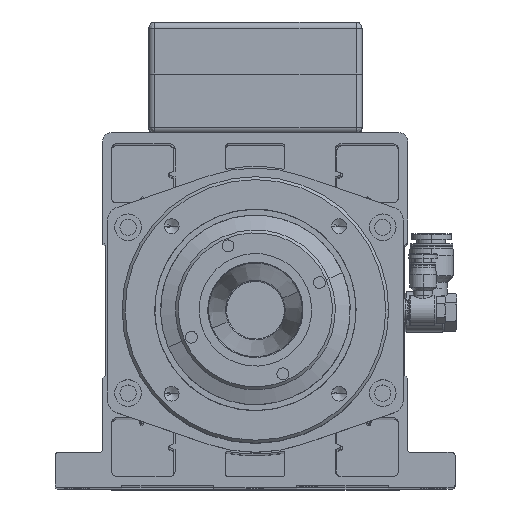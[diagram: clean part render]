
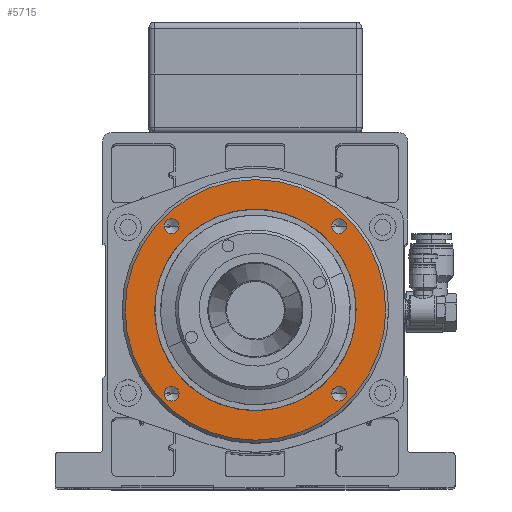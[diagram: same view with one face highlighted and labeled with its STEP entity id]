
A CAD part, top view. The second image highlights one B-rep face of the part: STEP entity #5715.
In plain terms, the highlighted face is planar.
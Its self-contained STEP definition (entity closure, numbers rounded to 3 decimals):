
#631 = VERTEX_POINT ( 'NONE', #29425 ) ;
#716 = CIRCLE ( 'NONE', #5905, 2.5 ) ;
#1684 = ORIENTED_EDGE ( 'NONE', *, *, #28727, .T. ) ;
#1909 = DIRECTION ( 'NONE',  ( 0., 0., 1. ) ) ;
#1920 = DIRECTION ( 'NONE',  ( -1., 0., 0. ) ) ;
#2236 = ORIENTED_EDGE ( 'NONE', *, *, #25020, .T. ) ;
#2448 = CARTESIAN_POINT ( 'NONE',  ( 0., 0., -48.5 ) ) ;
#2583 = CIRCLE ( 'NONE', #16569, 2.5 ) ;
#4143 = DIRECTION ( 'NONE',  ( -1., 0., 0. ) ) ;
#4358 = CARTESIAN_POINT ( 'NONE',  ( -28.284, -28.284, -48.5 ) ) ;
#4811 = AXIS2_PLACEMENT_3D ( 'NONE', #5959, #35228, #32512 ) ;
#4914 = VERTEX_POINT ( 'NONE', #17584 ) ;
#5715 = ADVANCED_FACE ( 'NONE', ( #16053, #29882, #26675, #23891, #21570, #18775 ), #34179, .T. ) ;
#5905 = AXIS2_PLACEMENT_3D ( 'NONE', #30960, #19162, #4143 ) ;
#5959 = CARTESIAN_POINT ( 'NONE',  ( 28.284, -28.284, -48.5 ) ) ;
#6344 = CIRCLE ( 'NONE', #23856, 2.5 ) ;
#6937 = DIRECTION ( 'NONE',  ( 0., 0., 1. ) ) ;
#6958 = CARTESIAN_POINT ( 'NONE',  ( -30.784, 28.284, -48.5 ) ) ;
#7197 = EDGE_CURVE ( 'NONE', #4914, #7843, #32397, .T. ) ;
#7498 = DIRECTION ( 'NONE',  ( -1., 0., 0. ) ) ;
#7581 = DIRECTION ( 'NONE',  ( 0., 0., 1. ) ) ;
#7843 = VERTEX_POINT ( 'NONE', #25440 ) ;
#8200 = DIRECTION ( 'NONE',  ( 0., 0., 1. ) ) ;
#8215 = DIRECTION ( 'NONE',  ( 0., 0., -1. ) ) ;
#8494 = VERTEX_POINT ( 'NONE', #32066 ) ;
#8738 = AXIS2_PLACEMENT_3D ( 'NONE', #37570, #34676, #37684 ) ;
#8760 = CARTESIAN_POINT ( 'NONE',  ( 30.784, 28.284, -48.5 ) ) ;
#8979 = DIRECTION ( 'NONE',  ( 0., 0., 1. ) ) ;
#9090 = ORIENTED_EDGE ( 'NONE', *, *, #23863, .T. ) ;
#9160 = AXIS2_PLACEMENT_3D ( 'NONE', #2448, #8215, #22515 ) ;
#9441 = AXIS2_PLACEMENT_3D ( 'NONE', #27924, #1909, #25213 ) ;
#9554 = VERTEX_POINT ( 'NONE', #19904 ) ;
#9815 = CIRCLE ( 'NONE', #9160, 44. ) ;
#10242 = ORIENTED_EDGE ( 'NONE', *, *, #28785, .T. ) ;
#10316 = VERTEX_POINT ( 'NONE', #32888 ) ;
#10436 = CARTESIAN_POINT ( 'NONE',  ( -25.784, -28.284, -48.5 ) ) ;
#11021 = ORIENTED_EDGE ( 'NONE', *, *, #32419, .T. ) ;
#11307 = CARTESIAN_POINT ( 'NONE',  ( 0., 0., -48.5 ) ) ;
#11725 = DIRECTION ( 'NONE',  ( 0., 0., 1. ) ) ;
#11870 = VERTEX_POINT ( 'NONE', #6958 ) ;
#12438 = EDGE_CURVE ( 'NONE', #13521, #10316, #2583, .T. ) ;
#12890 = VERTEX_POINT ( 'NONE', #21542 ) ;
#13242 = VERTEX_POINT ( 'NONE', #8760 ) ;
#13515 = DIRECTION ( 'NONE',  ( -1., 0., 0. ) ) ;
#13521 = VERTEX_POINT ( 'NONE', #10436 ) ;
#15200 = CARTESIAN_POINT ( 'NONE',  ( -28.284, -28.284, -48.5 ) ) ;
#15395 = EDGE_CURVE ( 'NONE', #30944, #11870, #35852, .T. ) ;
#15590 = DIRECTION ( 'NONE',  ( 0., 0., -1. ) ) ;
#16053 = FACE_OUTER_BOUND ( 'NONE', #17084, .T. ) ;
#16308 = ORIENTED_EDGE ( 'NONE', *, *, #12438, .T. ) ;
#16511 = AXIS2_PLACEMENT_3D ( 'NONE', #32969, #15590, #30145 ) ;
#16554 = CARTESIAN_POINT ( 'NONE',  ( -25.784, 28.284, -48.5 ) ) ;
#16569 = AXIS2_PLACEMENT_3D ( 'NONE', #4358, #7581, #13515 ) ;
#16782 = AXIS2_PLACEMENT_3D ( 'NONE', #31050, #6937, #24855 ) ;
#17084 = EDGE_LOOP ( 'NONE', ( #9090, #2236 ) ) ;
#17584 = CARTESIAN_POINT ( 'NONE',  ( -34., 0., -48.5 ) ) ;
#17868 = AXIS2_PLACEMENT_3D ( 'NONE', #35403, #8979, #23802 ) ;
#17999 = AXIS2_PLACEMENT_3D ( 'NONE', #37112, #22626, #1920 ) ;
#18775 = FACE_BOUND ( 'NONE', #20902, .T. ) ;
#18864 = CIRCLE ( 'NONE', #9441, 2.5 ) ;
#19162 = DIRECTION ( 'NONE',  ( 0., 0., 1. ) ) ;
#19605 = CARTESIAN_POINT ( 'NONE',  ( -44., 0., -48.5 ) ) ;
#19904 = CARTESIAN_POINT ( 'NONE',  ( 25.784, 28.284, -48.5 ) ) ;
#19961 = CIRCLE ( 'NONE', #17868, 2.5 ) ;
#20157 = EDGE_CURVE ( 'NONE', #7843, #4914, #37124, .T. ) ;
#20902 = EDGE_LOOP ( 'NONE', ( #1684, #11021 ) ) ;
#21540 = CIRCLE ( 'NONE', #16511, 44. ) ;
#21542 = CARTESIAN_POINT ( 'NONE',  ( 44., 0., -48.5 ) ) ;
#21570 = FACE_BOUND ( 'NONE', #36282, .T. ) ;
#21637 = ORIENTED_EDGE ( 'NONE', *, *, #30849, .T. ) ;
#22068 = EDGE_CURVE ( 'NONE', #10316, #13521, #6344, .T. ) ;
#22515 = DIRECTION ( 'NONE',  ( 1., 0., 0. ) ) ;
#22619 = EDGE_LOOP ( 'NONE', ( #10242, #34589 ) ) ;
#22626 = DIRECTION ( 'NONE',  ( 0., 0., 1. ) ) ;
#22850 = ORIENTED_EDGE ( 'NONE', *, *, #7197, .T. ) ;
#23767 = EDGE_LOOP ( 'NONE', ( #27139, #16308 ) ) ;
#23802 = DIRECTION ( 'NONE',  ( -1., 0., 0. ) ) ;
#23856 = AXIS2_PLACEMENT_3D ( 'NONE', #15200, #11725, #32703 ) ;
#23863 = EDGE_CURVE ( 'NONE', #12890, #25421, #21540, .T. ) ;
#23891 = FACE_BOUND ( 'NONE', #23767, .T. ) ;
#24855 = DIRECTION ( 'NONE',  ( -1., 0., 0. ) ) ;
#24971 = EDGE_LOOP ( 'NONE', ( #22850, #28233 ) ) ;
#25020 = EDGE_CURVE ( 'NONE', #25421, #12890, #9815, .T. ) ;
#25213 = DIRECTION ( 'NONE',  ( -1., 0., 0. ) ) ;
#25421 = VERTEX_POINT ( 'NONE', #19605 ) ;
#25440 = CARTESIAN_POINT ( 'NONE',  ( 34., 0., -48.5 ) ) ;
#25769 = EDGE_CURVE ( 'NONE', #8494, #631, #28678, .T. ) ;
#26675 = FACE_BOUND ( 'NONE', #22619, .T. ) ;
#27007 = CIRCLE ( 'NONE', #34807, 2.5 ) ;
#27139 = ORIENTED_EDGE ( 'NONE', *, *, #22068, .T. ) ;
#27727 = DIRECTION ( 'NONE',  ( 0., 0., 1. ) ) ;
#27924 = CARTESIAN_POINT ( 'NONE',  ( -28.284, 28.284, -48.5 ) ) ;
#28233 = ORIENTED_EDGE ( 'NONE', *, *, #20157, .T. ) ;
#28678 = CIRCLE ( 'NONE', #4811, 2.5 ) ;
#28727 = EDGE_CURVE ( 'NONE', #9554, #13242, #716, .T. ) ;
#28785 = EDGE_CURVE ( 'NONE', #631, #8494, #27007, .T. ) ;
#29425 = CARTESIAN_POINT ( 'NONE',  ( 25.784, -28.284, -48.5 ) ) ;
#29882 = FACE_BOUND ( 'NONE', #24971, .T. ) ;
#30145 = DIRECTION ( 'NONE',  ( 1., 0., 0. ) ) ;
#30697 = CARTESIAN_POINT ( 'NONE',  ( 28.284, -28.284, -48.5 ) ) ;
#30849 = EDGE_CURVE ( 'NONE', #11870, #30944, #18864, .T. ) ;
#30944 = VERTEX_POINT ( 'NONE', #16554 ) ;
#30960 = CARTESIAN_POINT ( 'NONE',  ( 28.284, 28.284, -48.5 ) ) ;
#31050 = CARTESIAN_POINT ( 'NONE',  ( -28.284, 28.284, -48.5 ) ) ;
#32066 = CARTESIAN_POINT ( 'NONE',  ( 30.784, -28.284, -48.5 ) ) ;
#32397 = CIRCLE ( 'NONE', #17999, 34. ) ;
#32419 = EDGE_CURVE ( 'NONE', #13242, #9554, #19961, .T. ) ;
#32512 = DIRECTION ( 'NONE',  ( -1., 0., 0. ) ) ;
#32703 = DIRECTION ( 'NONE',  ( -1., 0., 0. ) ) ;
#32888 = CARTESIAN_POINT ( 'NONE',  ( -30.784, -28.284, -48.5 ) ) ;
#32969 = CARTESIAN_POINT ( 'NONE',  ( 0., 0., -48.5 ) ) ;
#33947 = ORIENTED_EDGE ( 'NONE', *, *, #15395, .T. ) ;
#34179 = PLANE ( 'NONE',  #8738 ) ;
#34589 = ORIENTED_EDGE ( 'NONE', *, *, #25769, .T. ) ;
#34676 = DIRECTION ( 'NONE',  ( 0., 0., -1. ) ) ;
#34807 = AXIS2_PLACEMENT_3D ( 'NONE', #30697, #27727, #7498 ) ;
#34989 = DIRECTION ( 'NONE',  ( -1., 0., 0. ) ) ;
#35228 = DIRECTION ( 'NONE',  ( 0., 0., 1. ) ) ;
#35403 = CARTESIAN_POINT ( 'NONE',  ( 28.284, 28.284, -48.5 ) ) ;
#35852 = CIRCLE ( 'NONE', #16782, 2.5 ) ;
#36043 = AXIS2_PLACEMENT_3D ( 'NONE', #11307, #8200, #34989 ) ;
#36282 = EDGE_LOOP ( 'NONE', ( #21637, #33947 ) ) ;
#37112 = CARTESIAN_POINT ( 'NONE',  ( 0., 0., -48.5 ) ) ;
#37124 = CIRCLE ( 'NONE', #36043, 34. ) ;
#37570 = CARTESIAN_POINT ( 'NONE',  ( 0., 0., -48.5 ) ) ;
#37684 = DIRECTION ( 'NONE',  ( -1., 0., 0. ) ) ;
